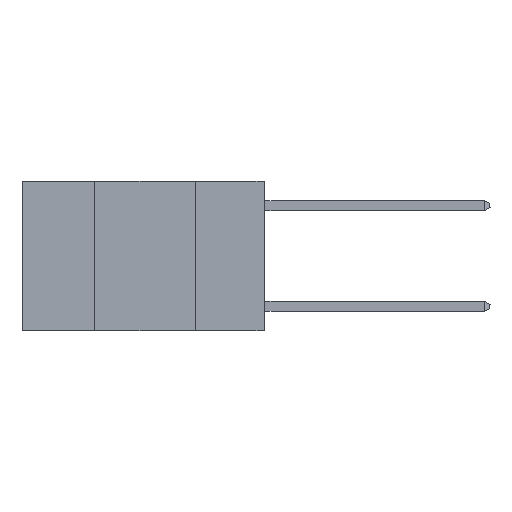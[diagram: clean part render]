
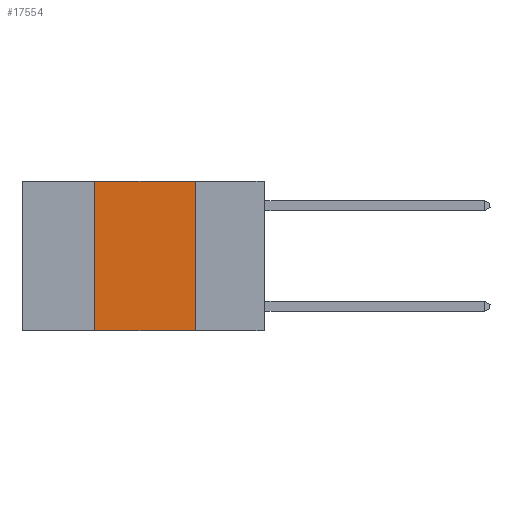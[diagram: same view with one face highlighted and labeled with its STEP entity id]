
A CAD part, left-side view. The second image highlights one B-rep face of the part: STEP entity #17554.
In plain terms, the highlighted planar face has unit normal (-1, 0, 0).
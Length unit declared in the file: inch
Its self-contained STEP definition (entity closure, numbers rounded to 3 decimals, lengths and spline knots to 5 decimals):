
#716 = LINE ( 'NONE', #6718, #19626 ) ;
#1693 = ORIENTED_EDGE ( 'NONE', *, *, #11253, .F. ) ;
#5524 = ORIENTED_EDGE ( 'NONE', *, *, #29763, .F. ) ;
#5967 = CARTESIAN_POINT ( 'NONE',  ( 0., 0.6, 0. ) ) ;
#6718 = CARTESIAN_POINT ( 'NONE',  ( 0., 0.6, 0. ) ) ;
#7298 = VERTEX_POINT ( 'NONE', #19004 ) ;
#7578 = CARTESIAN_POINT ( 'NONE',  ( 0., 0.6, -0.37 ) ) ;
#8392 = DIRECTION ( 'NONE',  ( 0., 0., -1. ) ) ;
#8575 = LINE ( 'NONE', #20031, #20928 ) ;
#9553 = DIRECTION ( 'NONE',  ( 0., 0., -1. ) ) ;
#9621 = LINE ( 'NONE', #7578, #16176 ) ;
#9627 = VERTEX_POINT ( 'NONE', #24775 ) ;
#9867 = VERTEX_POINT ( 'NONE', #10868 ) ;
#10503 = VECTOR ( 'NONE', #9553, 39.37008 ) ;
#10556 = ORIENTED_EDGE ( 'NONE', *, *, #25066, .F. ) ;
#10868 = CARTESIAN_POINT ( 'NONE',  ( 0., 0.42, -0.37 ) ) ;
#11253 = EDGE_CURVE ( 'NONE', #16438, #7298, #23612, .T. ) ;
#11930 = CARTESIAN_POINT ( 'NONE',  ( 0., 0.17, 0. ) ) ;
#12019 = CARTESIAN_POINT ( 'NONE',  ( 0., 0.17, 0. ) ) ;
#12725 = EDGE_LOOP ( 'NONE', ( #1693, #5524, #10556, #27862 ) ) ;
#16176 = VECTOR ( 'NONE', #24812, 39.37008 ) ;
#16438 = VERTEX_POINT ( 'NONE', #12019 ) ;
#17554 = ADVANCED_FACE ( 'NONE', ( #22416 ), #18219, .F. ) ;
#17561 = DIRECTION ( 'NONE',  ( 0., 0., 1. ) ) ;
#18219 = PLANE ( 'NONE',  #21862 ) ;
#19004 = CARTESIAN_POINT ( 'NONE',  ( 0., 0.17, -0.37 ) ) ;
#19626 = VECTOR ( 'NONE', #23953, 39.37008 ) ;
#20031 = CARTESIAN_POINT ( 'NONE',  ( 0., 0.42, 0. ) ) ;
#20928 = VECTOR ( 'NONE', #17561, 39.37008 ) ;
#21862 = AXIS2_PLACEMENT_3D ( 'NONE', #5967, #23162, #8392 ) ;
#22416 = FACE_OUTER_BOUND ( 'NONE', #12725, .T. ) ;
#23162 = DIRECTION ( 'NONE',  ( 1., 0., 0. ) ) ;
#23612 = LINE ( 'NONE', #11930, #10503 ) ;
#23953 = DIRECTION ( 'NONE',  ( 0., -1., 0. ) ) ;
#24775 = CARTESIAN_POINT ( 'NONE',  ( 0., 0.42, 0. ) ) ;
#24812 = DIRECTION ( 'NONE',  ( 0., -1., 0. ) ) ;
#25066 = EDGE_CURVE ( 'NONE', #9867, #9627, #8575, .T. ) ;
#27862 = ORIENTED_EDGE ( 'NONE', *, *, #31225, .T. ) ;
#29763 = EDGE_CURVE ( 'NONE', #9627, #16438, #716, .T. ) ;
#31225 = EDGE_CURVE ( 'NONE', #9867, #7298, #9621, .T. ) ;
